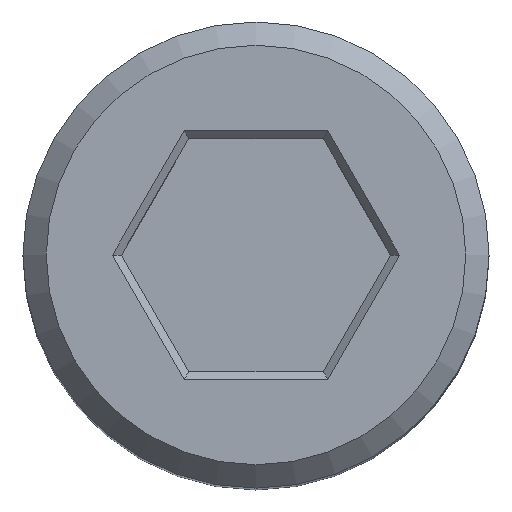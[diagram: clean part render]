
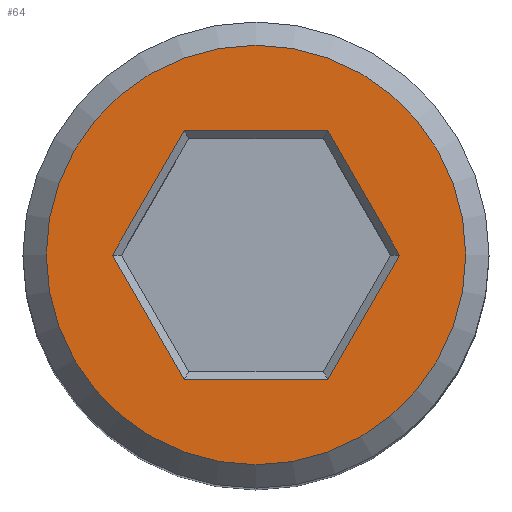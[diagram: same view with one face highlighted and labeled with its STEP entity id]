
A CAD part, top view. The second image highlights one B-rep face of the part: STEP entity #64.
In plain terms, the highlighted planar face has unit normal (0, 0, 1).
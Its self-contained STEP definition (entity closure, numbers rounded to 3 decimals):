
#64 = ADVANCED_FACE( '', ( #134, #135 ), #136, .F. );
#134 = FACE_BOUND( '', #207, .T. );
#135 = FACE_OUTER_BOUND( '', #208, .T. );
#136 = PLANE( '', #209 );
#207 = EDGE_LOOP( '', ( #315, #316, #317, #318, #319, #320 ) );
#208 = EDGE_LOOP( '', ( #321 ) );
#209 = AXIS2_PLACEMENT_3D( '', #322, #323, #324 );
#315 = ORIENTED_EDGE( '', *, *, #427, .T. );
#316 = ORIENTED_EDGE( '', *, *, #411, .T. );
#317 = ORIENTED_EDGE( '', *, *, #429, .T. );
#318 = ORIENTED_EDGE( '', *, *, #415, .T. );
#319 = ORIENTED_EDGE( '', *, *, #394, .T. );
#320 = ORIENTED_EDGE( '', *, *, #400, .T. );
#321 = ORIENTED_EDGE( '', *, *, #403, .T. );
#322 = CARTESIAN_POINT( '', ( 3., 0., 16. ) );
#323 = DIRECTION( '', ( 0., 0., -1. ) );
#324 = DIRECTION( '', ( -1., 0., 0. ) );
#394 = EDGE_CURVE( '', #452, #449, #453, .T. );
#400 = EDGE_CURVE( '', #449, #460, #462, .T. );
#403 = EDGE_CURVE( '', #466, #466, #467, .F. );
#411 = EDGE_CURVE( '', #480, #478, #481, .T. );
#415 = EDGE_CURVE( '', #486, #452, #487, .T. );
#427 = EDGE_CURVE( '', #460, #480, #503, .T. );
#429 = EDGE_CURVE( '', #478, #486, #505, .T. );
#449 = VERTEX_POINT( '', #529 );
#452 = VERTEX_POINT( '', #533 );
#453 = LINE( '', #534, #535 );
#460 = VERTEX_POINT( '', #545 );
#462 = LINE( '', #548, #549 );
#466 = VERTEX_POINT( '', #553 );
#467 = CIRCLE( '', #554, 2.7 );
#478 = VERTEX_POINT( '', #569 );
#480 = VERTEX_POINT( '', #572 );
#481 = LINE( '', #573, #574 );
#486 = VERTEX_POINT( '', #581 );
#487 = LINE( '', #582, #583 );
#503 = LINE( '', #604, #605 );
#505 = LINE( '', #607, #608 );
#529 = CARTESIAN_POINT( '', ( -1.848, 0., 16. ) );
#533 = CARTESIAN_POINT( '', ( -0.924, -1.6, 16. ) );
#534 = CARTESIAN_POINT( '', ( -0.636, -2.099, 16. ) );
#535 = VECTOR( '', #639, 1000. );
#545 = CARTESIAN_POINT( '', ( -0.924, 1.6, 16. ) );
#548 = CARTESIAN_POINT( '', ( -0.636, 2.099, 16. ) );
#549 = VECTOR( '', #644, 1000. );
#553 = CARTESIAN_POINT( '', ( -2.7, 0., 16. ) );
#554 = AXIS2_PLACEMENT_3D( '', #648, #649, #650 );
#569 = CARTESIAN_POINT( '', ( 1.848, 0., 16. ) );
#572 = CARTESIAN_POINT( '', ( 0.924, 1.6, 16. ) );
#573 = CARTESIAN_POINT( '', ( 2.136, -0.499, 16. ) );
#574 = VECTOR( '', #656, 1000. );
#581 = CARTESIAN_POINT( '', ( 0.924, -1.6, 16. ) );
#582 = CARTESIAN_POINT( '', ( 3., -1.6, 16. ) );
#583 = VECTOR( '', #659, 1000. );
#604 = CARTESIAN_POINT( '', ( 3., 1.6, 16. ) );
#605 = VECTOR( '', #671, 1000. );
#607 = CARTESIAN_POINT( '', ( 2.136, 0.499, 16. ) );
#608 = VECTOR( '', #672, 1000. );
#639 = DIRECTION( '', ( -0.5, 0.866, 0. ) );
#644 = DIRECTION( '', ( 0.5, 0.866, 0. ) );
#648 = CARTESIAN_POINT( '', ( 0., 0., 16. ) );
#649 = DIRECTION( '', ( 0., 0., -1. ) );
#650 = DIRECTION( '', ( -1., 0., 0. ) );
#656 = DIRECTION( '', ( 0.5, -0.866, 0. ) );
#659 = DIRECTION( '', ( -1., 0., 0. ) );
#671 = DIRECTION( '', ( 1., 0., 0. ) );
#672 = DIRECTION( '', ( -0.5, -0.866, 0. ) );
